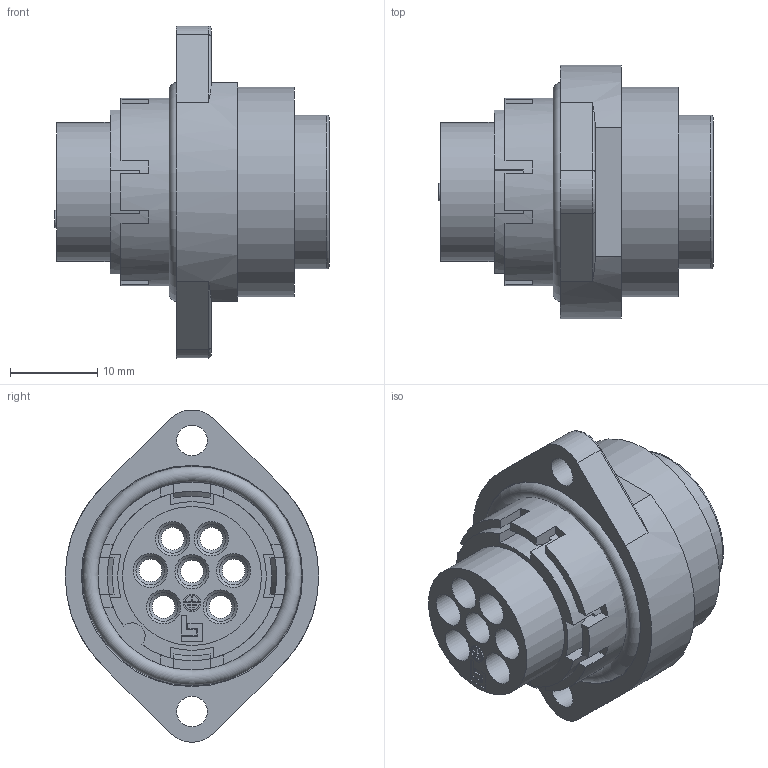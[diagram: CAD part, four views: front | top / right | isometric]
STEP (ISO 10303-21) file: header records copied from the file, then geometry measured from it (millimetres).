
FILE_DESCRIPTION(/* description */ (''),/* implementation_level */ '2;1');
FILE_NAME(/* name */ '09-4203-00-07_bg.stp',/* time_stamp */ '2010-07-23T10:44:25+02:00',/* author */ (''),/* organization */ (''),/* preprocessor_version */ 'ST-DEVELOPER v11',/* originating_system */ 'UGS - NX 5.0',/* authorisation */ '');
FILE_SCHEMA (('CONFIG_CONTROL_DESIGN'));
Length unit declared in the file: millimetre
Products named in the file (1): kbor16EFzykf
Bounding box: 31.35 x 29 x 37.97 mm (x, y, z)
Volume: 9333.2 mm3; surface area: 6193.5 mm2
Topology: 2 solids, 2 shells, 233 faces, 569 edges, 370 vertices
Faces by surface type: plane 134, cylinder 71, cone 20, torus 7, bspline 1
Full cylindrical faces by diameter (mm): 1.6 x1, 1.7 x1, 1.8 x1, 2 x1, 2.6 x7, 3.05 x7, 3.3 x7, 3.5 x2, 3.8 x7, 3.9 x7, 13.7 x1, 15.9 x1, 17.6 x1, 21.5 x1, 24 x1, 25.3 x1
Entity records: 6586 total; most frequent: CARTESIAN_POINT 1183, DIRECTION 1128, ORIENTED_EDGE 978, EDGE_CURVE 489, AXIS2_PLACEMENT_3D 422, VERTEX_POINT 358, EDGE_LOOP 348, LINE 284
